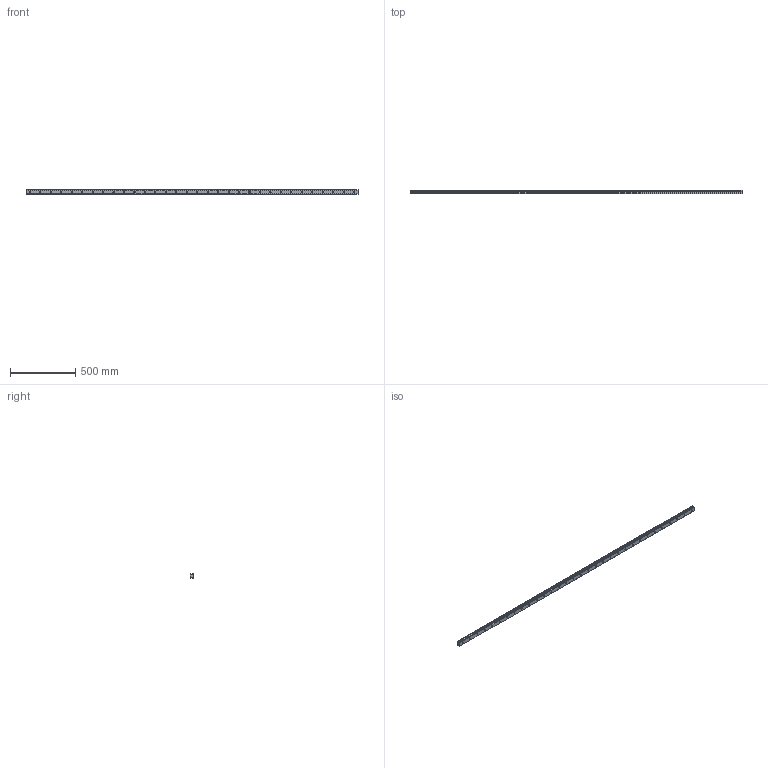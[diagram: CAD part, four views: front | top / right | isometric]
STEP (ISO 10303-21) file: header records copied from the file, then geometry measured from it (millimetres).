
FILE_DESCRIPTION (( 'STEP AP214' ), '1' );
FILE_NAME ('SSR35XTB1SS-2540L_G30_0_B-M6F_1214-55_0_0_0.STEP', '2021-06-30T09:19:32', ( '' ), ( '' ), 'SwSTEP 2.0', 'SolidWorks 2021', '' );
FILE_SCHEMA (( 'AUTOMOTIVE_DESIGN' ));
Length unit declared in the file: millimetre
Products named in the file (2): SSR35XTB1SS-2540L_G30_0_B-M6F_1214-55_0_0_0; _SSR35XTBY254030 Track
Assembly tree (1 placements, depth 2):
  SSR35XTB1SS-2540L_G30_0_B-M6F_1214-55_0_0_0
    _SSR35XTBY254030 Track
Bounding box: 2540 x 27.5 x 34 mm (x, y, z)
Volume: 2021158.6 mm3; surface area: 359939.1 mm2
Topology: 1 solids, 1 shells, 186 faces, 456 edges, 304 vertices
Faces by surface type: cylinder 136, plane 50
Entity records: 5826 total; most frequent: DIRECTION 1108, CARTESIAN_POINT 950, ORIENTED_EDGE 912, AXIS2_PLACEMENT_3D 462, EDGE_CURVE 456, VERTEX_POINT 304, EDGE_LOOP 282, CIRCLE 272
